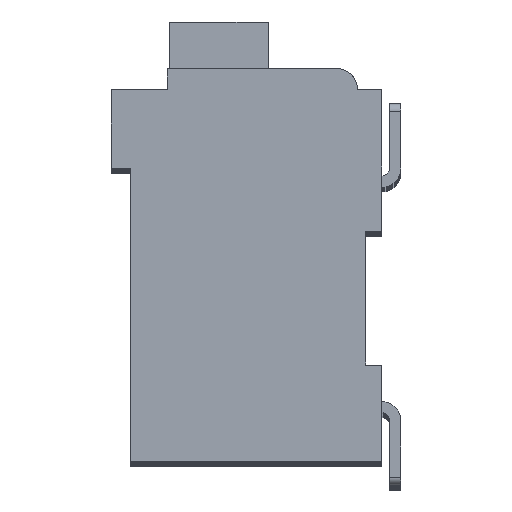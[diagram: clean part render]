
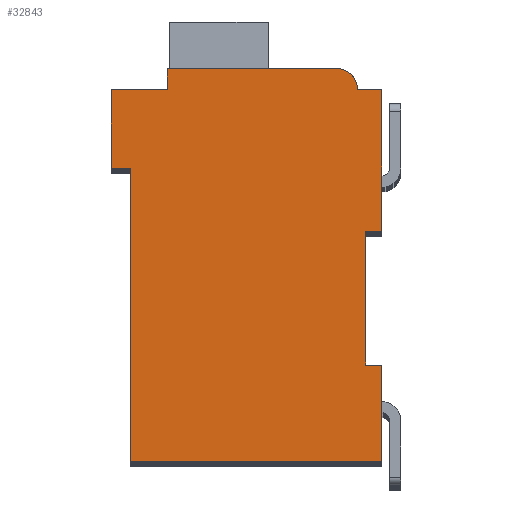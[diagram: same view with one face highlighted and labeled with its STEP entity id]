
A CAD part, top view. The second image highlights one B-rep face of the part: STEP entity #32843.
In plain terms, the highlighted planar face has unit normal (0, 0, 1).
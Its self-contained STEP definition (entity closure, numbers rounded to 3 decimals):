
#5862=DIRECTION('',(1.,0.,0.));
#5863=VECTOR('',#5862,0.5);
#5864=CARTESIAN_POINT('',(7.3,7.15,2.1));
#5865=LINE('',#5864,#5863);
#5866=DIRECTION('',(0.,1.,0.));
#5867=VECTOR('',#5866,4.15);
#5868=CARTESIAN_POINT('',(7.3,3.,2.1));
#5869=LINE('',#5868,#5867);
#5870=DIRECTION('',(-1.,0.,0.));
#5871=VECTOR('',#5870,0.5);
#5872=CARTESIAN_POINT('',(7.8,3.,2.1));
#5873=LINE('',#5872,#5871);
#5874=DIRECTION('',(0.,1.,0.));
#5875=VECTOR('',#5874,3.);
#5876=CARTESIAN_POINT('',(7.8,0.,2.1));
#5877=LINE('',#5876,#5875);
#5878=DIRECTION('',(1.,0.,0.));
#5879=VECTOR('',#5878,7.8);
#5880=CARTESIAN_POINT('',(0.,0.,2.1));
#5881=LINE('',#5880,#5879);
#5882=DIRECTION('',(0.,-1.,0.));
#5883=VECTOR('',#5882,9.1);
#5884=CARTESIAN_POINT('',(0.,9.1,2.1));
#5885=LINE('',#5884,#5883);
#5886=DIRECTION('',(1.,0.,0.));
#5887=VECTOR('',#5886,0.6);
#5888=CARTESIAN_POINT('',(-0.6,9.1,2.1));
#5889=LINE('',#5888,#5887);
#5890=DIRECTION('',(0.,-1.,0.));
#5891=VECTOR('',#5890,2.45);
#5892=CARTESIAN_POINT('',(-0.6,11.55,2.1));
#5893=LINE('',#5892,#5891);
#5894=DIRECTION('',(-1.,0.,0.));
#5895=VECTOR('',#5894,1.75);
#5896=CARTESIAN_POINT('',(1.15,11.55,2.1));
#5897=LINE('',#5896,#5895);
#5898=DIRECTION('',(0.,-1.,0.));
#5899=VECTOR('',#5898,0.65);
#5900=CARTESIAN_POINT('',(1.15,12.2,2.1));
#5901=LINE('',#5900,#5899);
#5902=DIRECTION('',(-1.,0.,0.));
#5903=VECTOR('',#5902,5.25);
#5904=CARTESIAN_POINT('',(6.4,12.2,2.1));
#5905=LINE('',#5904,#5903);
#5906=CARTESIAN_POINT('',(6.4,11.55,2.1));
#5907=DIRECTION('',(0.,0.,1.));
#5908=DIRECTION('',(1.,0.,0.));
#5909=AXIS2_PLACEMENT_3D('',#5906,#5907,#5908);
#5911=DIRECTION('',(-1.,0.,0.));
#5912=VECTOR('',#5911,0.75);
#5913=CARTESIAN_POINT('',(7.8,11.55,2.1));
#5914=LINE('',#5913,#5912);
#5915=DIRECTION('',(0.,1.,0.));
#5916=VECTOR('',#5915,4.4);
#5917=CARTESIAN_POINT('',(7.8,7.15,2.1));
#5918=LINE('',#5917,#5916);
#21463=CARTESIAN_POINT('',(7.3,7.15,2.1));
#21464=CARTESIAN_POINT('',(7.8,7.15,2.1));
#21465=VERTEX_POINT('',#21463);
#21466=VERTEX_POINT('',#21464);
#21467=CARTESIAN_POINT('',(7.8,11.55,2.1));
#21468=VERTEX_POINT('',#21467);
#21469=CARTESIAN_POINT('',(7.05,11.55,2.1));
#21470=VERTEX_POINT('',#21469);
#21471=CARTESIAN_POINT('',(6.4,12.2,2.1));
#21472=VERTEX_POINT('',#21471);
#21473=CARTESIAN_POINT('',(1.15,12.2,2.1));
#21474=VERTEX_POINT('',#21473);
#21475=CARTESIAN_POINT('',(1.15,11.55,2.1));
#21476=VERTEX_POINT('',#21475);
#21477=CARTESIAN_POINT('',(-0.6,11.55,2.1));
#21478=VERTEX_POINT('',#21477);
#21479=CARTESIAN_POINT('',(-0.6,9.1,2.1));
#21480=VERTEX_POINT('',#21479);
#21481=CARTESIAN_POINT('',(0.,9.1,2.1));
#21482=VERTEX_POINT('',#21481);
#21483=CARTESIAN_POINT('',(0.,0.,2.1));
#21484=VERTEX_POINT('',#21483);
#21485=CARTESIAN_POINT('',(7.8,0.,2.1));
#21486=VERTEX_POINT('',#21485);
#21487=CARTESIAN_POINT('',(7.8,3.,2.1));
#21488=VERTEX_POINT('',#21487);
#21489=CARTESIAN_POINT('',(7.3,3.,2.1));
#21490=VERTEX_POINT('',#21489);
#32819=CARTESIAN_POINT('',(0.,0.,2.1));
#32820=DIRECTION('',(0.,0.,1.));
#32821=DIRECTION('',(1.,0.,0.));
#32822=AXIS2_PLACEMENT_3D('',#32819,#32820,#32821);
#32823=PLANE('',#32822);
#32824=ORIENTED_EDGE('',*,*,#28160,.F.);
#32825=ORIENTED_EDGE('',*,*,#29212,.F.);
#32827=ORIENTED_EDGE('',*,*,#32826,.F.);
#32829=ORIENTED_EDGE('',*,*,#32828,.F.);
#32831=ORIENTED_EDGE('',*,*,#32830,.F.);
#32832=ORIENTED_EDGE('',*,*,#30044,.F.);
#32833=ORIENTED_EDGE('',*,*,#30252,.F.);
#32834=ORIENTED_EDGE('',*,*,#30631,.F.);
#32835=ORIENTED_EDGE('',*,*,#31015,.F.);
#32836=ORIENTED_EDGE('',*,*,#31084,.F.);
#32837=ORIENTED_EDGE('',*,*,#31631,.F.);
#32838=ORIENTED_EDGE('',*,*,#32467,.F.);
#32839=ORIENTED_EDGE('',*,*,#32259,.F.);
#32840=ORIENTED_EDGE('',*,*,#28728,.F.);
#32841=EDGE_LOOP('',(#32824,#32825,#32827,#32829,#32831,#32832,#32833,#32834,
#32835,#32836,#32837,#32838,#32839,#32840));
#32842=FACE_OUTER_BOUND('',#32841,.F.);
#5910=CIRCLE('',#5909,0.65);
#28160=EDGE_CURVE('',#21465,#21466,#5865,.T.);
#28728=EDGE_CURVE('',#21466,#21468,#5918,.T.);
#29212=EDGE_CURVE('',#21490,#21465,#5869,.T.);
#30044=EDGE_CURVE('',#21482,#21484,#5885,.T.);
#30252=EDGE_CURVE('',#21480,#21482,#5889,.T.);
#30631=EDGE_CURVE('',#21478,#21480,#5893,.T.);
#31015=EDGE_CURVE('',#21476,#21478,#5897,.T.);
#31084=EDGE_CURVE('',#21474,#21476,#5901,.T.);
#31631=EDGE_CURVE('',#21472,#21474,#5905,.T.);
#32259=EDGE_CURVE('',#21468,#21470,#5914,.T.);
#32467=EDGE_CURVE('',#21470,#21472,#5910,.T.);
#32826=EDGE_CURVE('',#21488,#21490,#5873,.T.);
#32828=EDGE_CURVE('',#21486,#21488,#5877,.T.);
#32830=EDGE_CURVE('',#21484,#21486,#5881,.T.);
#32843=ADVANCED_FACE('',(#32842),#32823,.T.);
